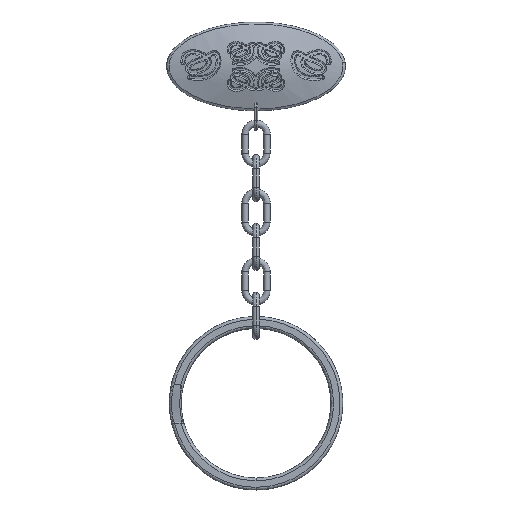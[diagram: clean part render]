
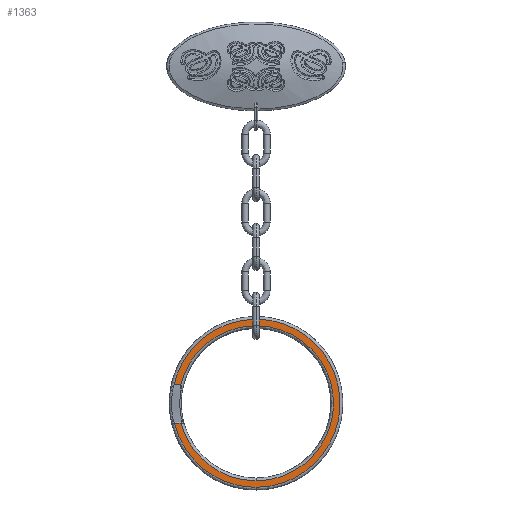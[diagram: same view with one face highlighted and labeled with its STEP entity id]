
A CAD part, front view. The second image highlights one B-rep face of the part: STEP entity #1363.
In plain terms, the highlighted free-form (B-spline) face has degree [1, 1] with [2, 2] control points.
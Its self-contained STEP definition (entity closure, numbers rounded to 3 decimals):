
#229 = EDGE_CURVE('',#230,#232,#234,.T.);
#230 = VERTEX_POINT('',#231);
#231 = CARTESIAN_POINT('',(-46.719,16.432,
    -0.503));
#232 = VERTEX_POINT('',#233);
#233 = CARTESIAN_POINT('',(-46.719,16.432,
    26.135));
#234 = ( BOUNDED_CURVE() B_SPLINE_CURVE(2,(#235,#236,#237,#238,#239),
.UNSPECIFIED.,.F.,.F.) B_SPLINE_CURVE_WITH_KNOTS((3,2,3),(3.142,
4.712,6.283),.PIECEWISE_BEZIER_KNOTS.) CURVE() 
GEOMETRIC_REPRESENTATION_ITEM() RATIONAL_B_SPLINE_CURVE((1.,
0.707,1.,0.707,1.)) REPRESENTATION_ITEM('') );
#235 = CARTESIAN_POINT('',(-46.719,16.432,
    -0.503));
#236 = CARTESIAN_POINT('',(-33.4,16.432,
    -0.503));
#237 = CARTESIAN_POINT('',(-33.4,16.432,
    12.816));
#238 = CARTESIAN_POINT('',(-33.4,16.432,
    26.135));
#239 = CARTESIAN_POINT('',(-46.719,16.432,
    26.135));
#284 = EDGE_CURVE('',#232,#285,#287,.T.);
#285 = VERTEX_POINT('',#286);
#286 = CARTESIAN_POINT('',(-59.707,16.432,
    15.769));
#287 = ( BOUNDED_CURVE() B_SPLINE_CURVE(2,(#288,#289,#290),
.UNSPECIFIED.,.F.,.F.) B_SPLINE_CURVE_WITH_KNOTS((3,3),(0.,
1.347),.PIECEWISE_BEZIER_KNOTS.) CURVE() 
GEOMETRIC_REPRESENTATION_ITEM() RATIONAL_B_SPLINE_CURVE((1.,
0.782,1.)) REPRESENTATION_ITEM('') );
#288 = CARTESIAN_POINT('',(-46.719,16.432,
    26.135));
#289 = CARTESIAN_POINT('',(-57.35,16.432,
    26.135));
#290 = CARTESIAN_POINT('',(-59.707,16.432,
    15.769));
#340 = VERTEX_POINT('',#341);
#341 = CARTESIAN_POINT('',(-46.719,16.432,0.528
    ));
#347 = EDGE_CURVE('',#348,#340,#350,.T.);
#348 = VERTEX_POINT('',#349);
#349 = CARTESIAN_POINT('',(-46.719,16.432,
    25.104));
#350 = ( BOUNDED_CURVE() B_SPLINE_CURVE(2,(#351,#352,#353,#354,#355),
.UNSPECIFIED.,.F.,.F.) B_SPLINE_CURVE_WITH_KNOTS((3,2,3),(0.,
1.571,3.142),.PIECEWISE_BEZIER_KNOTS.) CURVE() 
GEOMETRIC_REPRESENTATION_ITEM() RATIONAL_B_SPLINE_CURVE((1.,
0.707,1.,0.707,1.)) REPRESENTATION_ITEM('') );
#351 = CARTESIAN_POINT('',(-46.719,16.432,
    25.104));
#352 = CARTESIAN_POINT('',(-34.432,16.432,
    25.104));
#353 = CARTESIAN_POINT('',(-34.432,16.432,
    12.816));
#354 = CARTESIAN_POINT('',(-34.432,16.432,0.528
    ));
#355 = CARTESIAN_POINT('',(-46.719,16.432,0.528
    ));
#391 = EDGE_CURVE('',#392,#348,#394,.T.);
#392 = VERTEX_POINT('',#393);
#393 = CARTESIAN_POINT('',(-58.647,16.432,
    15.769));
#394 = ( BOUNDED_CURVE() B_SPLINE_CURVE(2,(#395,#396,#397),
.UNSPECIFIED.,.F.,.F.) B_SPLINE_CURVE_WITH_KNOTS((3,3),(4.955,
6.283),.PIECEWISE_BEZIER_KNOTS.) CURVE() 
GEOMETRIC_REPRESENTATION_ITEM() RATIONAL_B_SPLINE_CURVE((1.,
0.787,1.)) REPRESENTATION_ITEM('') );
#395 = CARTESIAN_POINT('',(-58.647,16.432,
    15.769));
#396 = CARTESIAN_POINT('',(-56.336,16.432,25.104
    ));
#397 = CARTESIAN_POINT('',(-46.719,16.432,
    25.104));
#1363 = ADVANCED_FACE('',(#1364),#1396,.F.);
#1364 = FACE_BOUND('',#1365,.T.);
#1365 = EDGE_LOOP('',(#1366,#1367,#1368,#1376,#1383,#1389,#1390,#1391));
#1366 = ORIENTED_EDGE('',*,*,#391,.T.);
#1367 = ORIENTED_EDGE('',*,*,#347,.T.);
#1368 = ORIENTED_EDGE('',*,*,#1369,.T.);
#1369 = EDGE_CURVE('',#340,#1370,#1372,.T.);
#1370 = VERTEX_POINT('',#1371);
#1371 = CARTESIAN_POINT('',(-58.583,16.432,9.614
    ));
#1372 = ( BOUNDED_CURVE() B_SPLINE_CURVE(2,(#1373,#1374,#1375),
.UNSPECIFIED.,.F.,.F.) B_SPLINE_CURVE_WITH_KNOTS((3,3),(3.142,
4.449),.PIECEWISE_BEZIER_KNOTS.) CURVE() 
GEOMETRIC_REPRESENTATION_ITEM() RATIONAL_B_SPLINE_CURVE((1.,
0.794,1.)) REPRESENTATION_ITEM('') );
#1373 = CARTESIAN_POINT('',(-46.719,16.432,
    0.528));
#1374 = CARTESIAN_POINT('',(-56.131,16.432,
    0.528));
#1375 = CARTESIAN_POINT('',(-58.583,16.432,9.614
    ));
#1376 = ORIENTED_EDGE('',*,*,#1377,.T.);
#1377 = EDGE_CURVE('',#1370,#1378,#1380,.T.);
#1378 = VERTEX_POINT('',#1379);
#1379 = CARTESIAN_POINT('',(-59.648,16.432,
    9.614));
#1380 = B_SPLINE_CURVE_WITH_KNOTS('',1,(#1381,#1382),.UNSPECIFIED.,.F.,
  .F.,(2,2),(13.806,15.045),.PIECEWISE_BEZIER_KNOTS.);
#1381 = CARTESIAN_POINT('',(-58.583,16.432,9.614
    ));
#1382 = CARTESIAN_POINT('',(-59.648,16.432,
    9.614));
#1383 = ORIENTED_EDGE('',*,*,#1384,.T.);
#1384 = EDGE_CURVE('',#1378,#230,#1385,.T.);
#1385 = ( BOUNDED_CURVE() B_SPLINE_CURVE(2,(#1386,#1387,#1388),
.UNSPECIFIED.,.F.,.F.) B_SPLINE_CURVE_WITH_KNOTS((3,3),(1.814,
3.142),.PIECEWISE_BEZIER_KNOTS.) CURVE() 
GEOMETRIC_REPRESENTATION_ITEM() RATIONAL_B_SPLINE_CURVE((1.,
0.788,1.)) REPRESENTATION_ITEM('') );
#1386 = CARTESIAN_POINT('',(-59.648,16.432,
    9.614));
#1387 = CARTESIAN_POINT('',(-57.142,16.432,
    -0.503));
#1388 = CARTESIAN_POINT('',(-46.719,16.432,
    -0.503));
#1389 = ORIENTED_EDGE('',*,*,#229,.T.);
#1390 = ORIENTED_EDGE('',*,*,#284,.T.);
#1391 = ORIENTED_EDGE('',*,*,#1392,.T.);
#1392 = EDGE_CURVE('',#285,#392,#1393,.T.);
#1393 = B_SPLINE_CURVE_WITH_KNOTS('',1,(#1394,#1395),.UNSPECIFIED.,.F.,
  .F.,(2,2),(1.986,3.219),.PIECEWISE_BEZIER_KNOTS.);
#1394 = CARTESIAN_POINT('',(-59.707,16.432,
    15.769));
#1395 = CARTESIAN_POINT('',(-58.647,16.432,
    15.769));
#1396 = B_SPLINE_SURFACE_WITH_KNOTS('',1,1,(
    (#1397,#1398)
    ,(#1399,#1400
    )),.UNSPECIFIED.,.F.,.F.,.F.,(2,2),(2,2),(-15.5,15.5),(
    -15.114,15.5),.PIECEWISE_BEZIER_KNOTS.);
#1397 = CARTESIAN_POINT('',(-59.707,16.432,
    -0.503));
#1398 = CARTESIAN_POINT('',(-33.4,16.432,
    -0.503));
#1399 = CARTESIAN_POINT('',(-59.707,16.432,
    26.135));
#1400 = CARTESIAN_POINT('',(-33.4,16.432,
    26.135));
